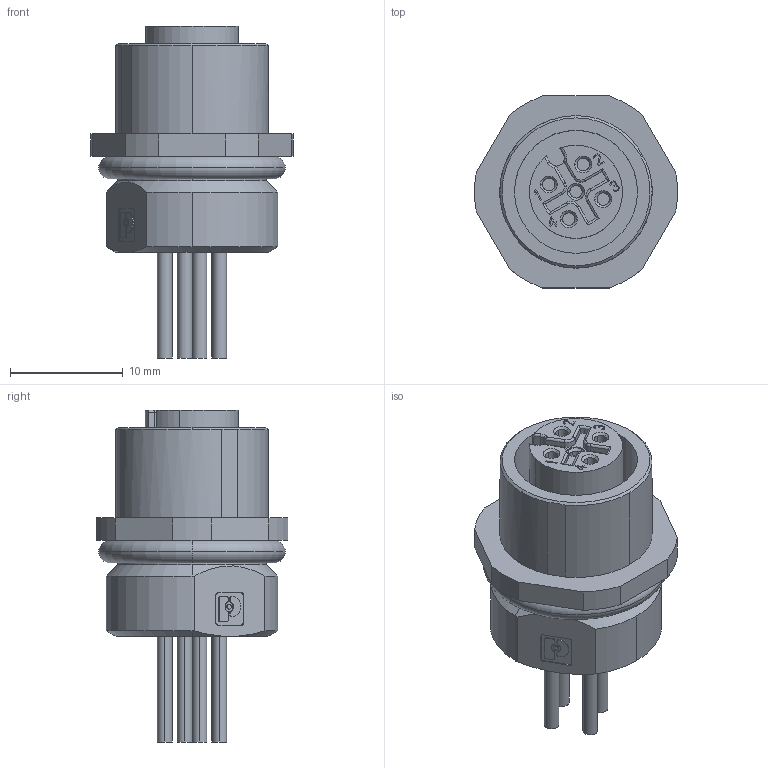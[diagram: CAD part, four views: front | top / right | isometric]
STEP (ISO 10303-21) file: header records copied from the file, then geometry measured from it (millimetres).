
FILE_DESCRIPTION(('HOOPS Exchange Step'),'2;1');
FILE_NAME('export-46E325EB-5B4A-4988-B73A-3F34BCA275AF.stp','2023-04-27T15:12:22+02:00',('Engineering'),('Alibre'),'HOOPS Exchange 2021.0','Alibre','Unknown authorisation');
FILE_SCHEMA( ('AP242_MANAGED_MODEL_BASED_3D_ENGINEERING_MIM_LF {1 0 10303 442 1 1 4 }') );
Length unit declared in the file: millimetre
Products named in the file (1): 5694 M12 4-poles Panel Mount Female with 50cm wiring - 1693788
Bounding box: 17.96 x 17 x 29.4 mm (x, y, z)
Volume: 2915 mm3; surface area: 2140.6 mm2
Topology: 1 solids, 1 shells, 282 faces, 764 edges, 506 vertices
Faces by surface type: plane 162, cylinder 86, cone 18, torus 16
Entity records: 9357 total; most frequent: CARTESIAN_POINT 1854, DIRECTION 1538, ORIENTED_EDGE 1528, EDGE_CURVE 764, AXIS2_PLACEMENT_3D 514, VECTOR 510, LINE 510, VERTEX_POINT 506
